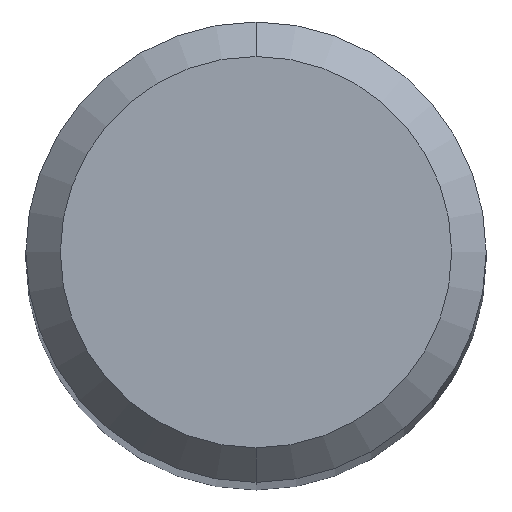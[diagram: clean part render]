
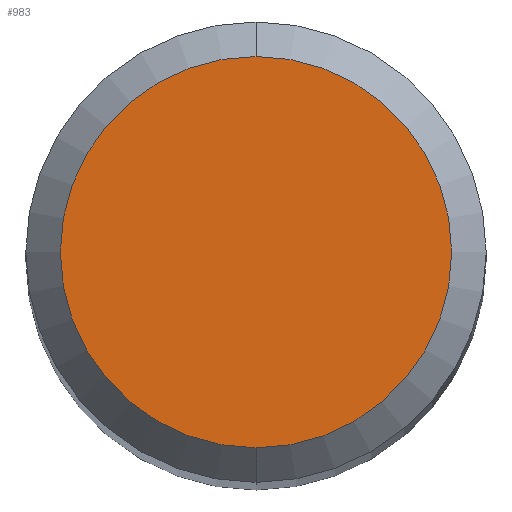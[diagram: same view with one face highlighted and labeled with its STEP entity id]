
A CAD part, top view. The second image highlights one B-rep face of the part: STEP entity #983.
In plain terms, the highlighted planar face has unit normal (0, 0, 1).
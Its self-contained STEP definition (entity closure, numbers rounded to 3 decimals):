
#445=VERTEX_POINT('',#1160);
#581=VERTEX_POINT('',#1304);
#983=ADVANCED_FACE('',(#1741),#1742,.T.);
#985=EDGE_CURVE('',#581,#445,#1744,.T.);
#993=EDGE_CURVE('',#445,#581,#1752,.T.);
#1160=CARTESIAN_POINT('',(0.,-1.7,0.0));
#1304=CARTESIAN_POINT('',(0.0,1.7,0.0));
#1741=FACE_OUTER_BOUND('',#5378,.T.);
#1742=PLANE('',#5379);
#1744=CIRCLE('',#5382,1.7);
#1752=CIRCLE('',#5415,1.7);
#5378=EDGE_LOOP('',(#6562,#6563));
#5379=AXIS2_PLACEMENT_3D('',#6564,#6565,#6566);
#5382=AXIS2_PLACEMENT_3D('',#6567,#6568,#6569);
#5415=AXIS2_PLACEMENT_3D('',#6573,#6574,#6575);
#6562=ORIENTED_EDGE('',*,*,#985,.F.);
#6563=ORIENTED_EDGE('',*,*,#993,.F.);
#6564=CARTESIAN_POINT('',(0.0,0.85,0.0));
#6565=DIRECTION('',(-0.0,0.0,1.0));
#6566=DIRECTION('',(0.0,-1.0,0.0));
#6567=CARTESIAN_POINT('',(0.0,0.0,0.0));
#6568=DIRECTION('',(0.0,0.0,-1.0));
#6569=DIRECTION('',(0.0,1.0,0.0));
#6573=CARTESIAN_POINT('',(0.0,0.0,0.0));
#6574=DIRECTION('',(0.0,0.0,-1.0));
#6575=DIRECTION('',(0.0,1.0,0.0));
